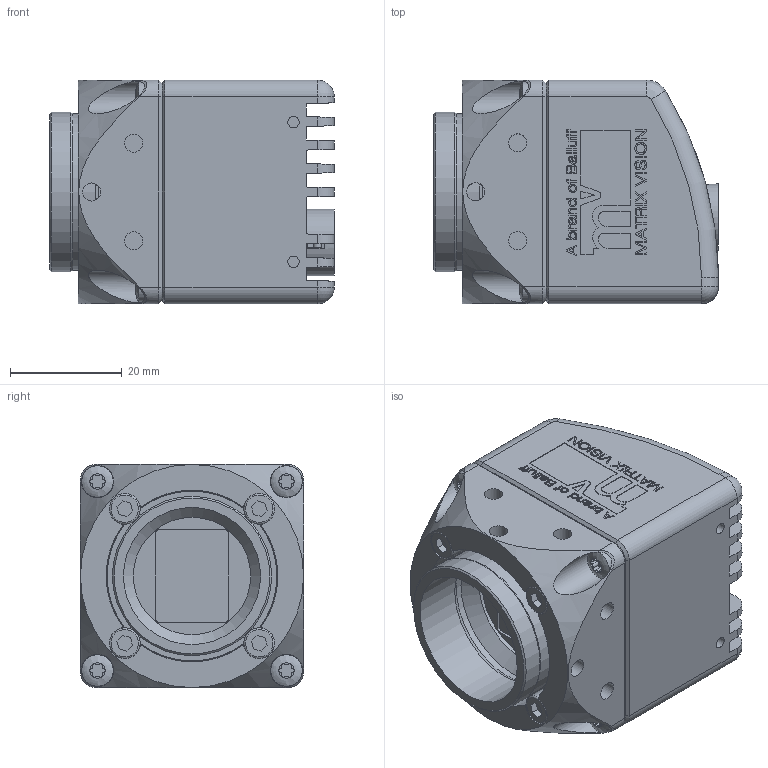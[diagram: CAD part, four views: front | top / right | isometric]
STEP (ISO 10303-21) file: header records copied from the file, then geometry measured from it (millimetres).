
FILE_DESCRIPTION( ( 'STEP AP214' ), '1' );
FILE_NAME( 'BALLUFF BVS CA-SF2-0024AG-111120-001.stp', '2022-02-11T09:04:00', ( 'License CC BY-ND 4.0' ), ( 'CADENAS' ), ' ', 'PARTsolutions', ' ' );
FILE_SCHEMA( ( 'AUTOMOTIVE_DESIGN { 1 0 10303 214 1 1 1 1 }' ) );
Length unit declared in the file: millimetre
Products named in the file (3): BALLUFF BVS CA-SF2-0024AG-111120-001; _BALLUFF SF212_housing; _BALLUFF SF21_lensholder
Assembly tree (2 placements, depth 2):
  BALLUFF BVS CA-SF2-0024AG-111120-001
    _BALLUFF SF212_housing
    _BALLUFF SF21_lensholder
Bounding box: 50.9 x 40 x 40 mm (x, y, z)
Volume: 55103.1 mm3; surface area: 19422.5 mm2
Topology: 2 solids, 2 shells, 1568 faces, 4375 edges, 2888 vertices
Faces by surface type: plane 1272, cylinder 254, cone 15, sphere 14, torus 7, bspline 6
Full cylindrical faces by diameter (mm): 0.6 x12, 1.6 x2, 2.05 x2, 2.2 x1, 3.242 x12, 3.8 x1, 4.2 x1, 5.6 x4, 5.8 x4, 7.7 x1, 9 x1, 11.9 x1, 14 x1, 14.892 x1, 21 x1, 24.541 x1, 25.6 x1, 28.1 x1, 28.5 x1, 29.6 x1, 30.7 x1
Entity records: 62590 total; most frequent: CARTESIAN_POINT 9768, ORIENTED_EDGE 8502, DIRECTION 7946, EDGE_CURVE 4251, LINE 3558, VECTOR 3558, VERTEX_POINT 2858, AXIS2_PLACEMENT_3D 2194
